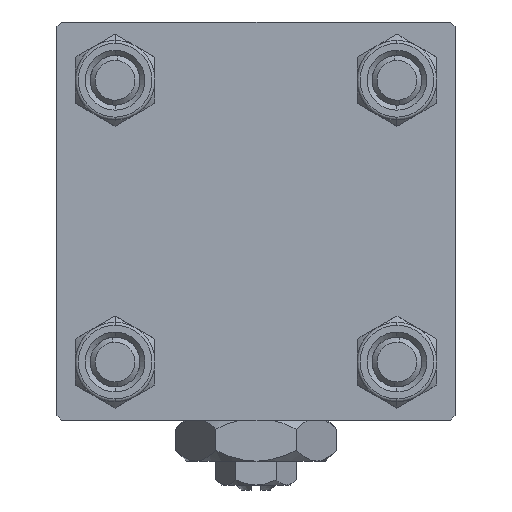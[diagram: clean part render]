
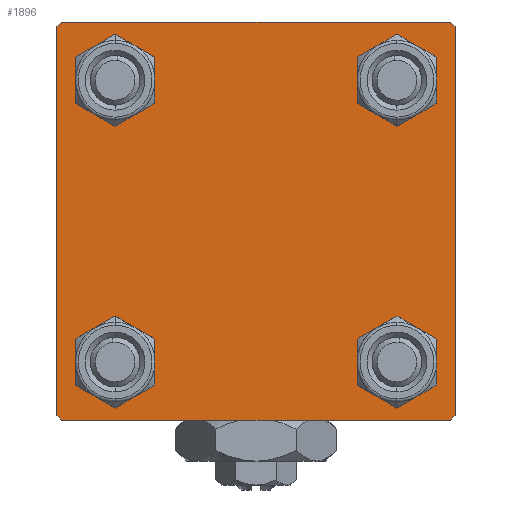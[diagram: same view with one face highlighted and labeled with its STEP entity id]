
A CAD part, left-side view. The second image highlights one B-rep face of the part: STEP entity #1896.
In plain terms, the highlighted planar face has unit normal (-1, 0, 0).
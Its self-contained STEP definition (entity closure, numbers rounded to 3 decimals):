
#109 = CIRCLE ( 'NONE', #6915, 3. ) ;
#499 = DIRECTION ( 'NONE',  ( 1., 0., 0. ) ) ;
#508 = EDGE_CURVE ( 'NONE', #31495, #16079, #31039, .T. ) ;
#632 = EDGE_LOOP ( 'NONE', ( #30611, #40597, #42832, #38166, #50261, #2580, #39542, #44137 ) ) ;
#1896 = ADVANCED_FACE ( 'NONE', ( #21147, #33111, #21410, #42143, #30169 ), #25132, .T. ) ;
#1932 = CARTESIAN_POINT ( 'NONE',  ( 0., 20., 20. ) ) ;
#1944 = CARTESIAN_POINT ( 'NONE',  ( 0., -14.15, 14.15 ) ) ;
#2242 = DIRECTION ( 'NONE',  ( 0., 0., -1. ) ) ;
#2490 = CARTESIAN_POINT ( 'NONE',  ( 0., 19.75, 19.75 ) ) ;
#2580 = ORIENTED_EDGE ( 'NONE', *, *, #7186, .T. ) ;
#2605 = CARTESIAN_POINT ( 'NONE',  ( 0., -14.15, 11.15 ) ) ;
#2685 = ORIENTED_EDGE ( 'NONE', *, *, #26925, .T. ) ;
#3886 = CARTESIAN_POINT ( 'NONE',  ( 0., -14.15, -14.15 ) ) ;
#4493 = EDGE_CURVE ( 'NONE', #50468, #21829, #32547, .T. ) ;
#4572 = CARTESIAN_POINT ( 'NONE',  ( 0., 20., -20. ) ) ;
#4931 = CIRCLE ( 'NONE', #12602, 3. ) ;
#5268 = CARTESIAN_POINT ( 'NONE',  ( 0., 14.15, 14.15 ) ) ;
#5425 = AXIS2_PLACEMENT_3D ( 'NONE', #5268, #499, #16974 ) ;
#5798 = EDGE_CURVE ( 'NONE', #19673, #16766, #26014, .T. ) ;
#5934 = CARTESIAN_POINT ( 'NONE',  ( 0., -20., -19.5 ) ) ;
#6725 = DIRECTION ( 'NONE',  ( 0., 0., 1. ) ) ;
#6882 = DIRECTION ( 'NONE',  ( 0., 0., 1. ) ) ;
#6915 = AXIS2_PLACEMENT_3D ( 'NONE', #3886, #20098, #16382 ) ;
#7081 = EDGE_CURVE ( 'NONE', #32157, #21829, #25696, .T. ) ;
#7186 = EDGE_CURVE ( 'NONE', #32157, #28285, #18520, .T. ) ;
#7252 = CARTESIAN_POINT ( 'NONE',  ( 0., 19.5, 20. ) ) ;
#7469 = DIRECTION ( 'NONE',  ( 1., 0., 0. ) ) ;
#7522 = LINE ( 'NONE', #2490, #42207 ) ;
#8146 = VERTEX_POINT ( 'NONE', #45594 ) ;
#8945 = DIRECTION ( 'NONE',  ( 0., 0., -1. ) ) ;
#10242 = CARTESIAN_POINT ( 'NONE',  ( 0., -14.15, -11.15 ) ) ;
#10438 = CARTESIAN_POINT ( 'NONE',  ( 0., 14.15, -14.15 ) ) ;
#10626 = DIRECTION ( 'NONE',  ( 0., 0., 1. ) ) ;
#10781 = CARTESIAN_POINT ( 'NONE',  ( 0., -14.15, 17.15 ) ) ;
#10923 = CARTESIAN_POINT ( 'NONE',  ( 0., -20., 19.5 ) ) ;
#11386 = CARTESIAN_POINT ( 'NONE',  ( 0., -14.15, -17.15 ) ) ;
#12262 = EDGE_LOOP ( 'NONE', ( #45713, #34634 ) ) ;
#12602 = AXIS2_PLACEMENT_3D ( 'NONE', #1944, #46629, #46894 ) ;
#12772 = CARTESIAN_POINT ( 'NONE',  ( 0., 19.5, -20. ) ) ;
#13425 = DIRECTION ( 'NONE',  ( -1., 0., 0. ) ) ;
#14431 = DIRECTION ( 'NONE',  ( 0., -1., 0. ) ) ;
#14695 = DIRECTION ( 'NONE',  ( 1., 0., 0. ) ) ;
#15846 = VECTOR ( 'NONE', #8945, 1000. ) ;
#15884 = VECTOR ( 'NONE', #49313, 1000. ) ;
#16079 = VERTEX_POINT ( 'NONE', #2605 ) ;
#16382 = DIRECTION ( 'NONE',  ( 0., 0., 1. ) ) ;
#16436 = CARTESIAN_POINT ( 'NONE',  ( 0., 14.15, -17.15 ) ) ;
#16766 = VERTEX_POINT ( 'NONE', #10242 ) ;
#16954 = VECTOR ( 'NONE', #49256, 1000. ) ;
#16974 = DIRECTION ( 'NONE',  ( 0., 0., 1. ) ) ;
#17299 = DIRECTION ( 'NONE',  ( 0., 0., 1. ) ) ;
#18166 = VERTEX_POINT ( 'NONE', #20779 ) ;
#18520 = LINE ( 'NONE', #42457, #34524 ) ;
#18587 = DIRECTION ( 'NONE',  ( 1., 0., 0. ) ) ;
#18986 = AXIS2_PLACEMENT_3D ( 'NONE', #26064, #50272, #10626 ) ;
#19081 = CARTESIAN_POINT ( 'NONE',  ( 0., -19.5, -20. ) ) ;
#19514 = LINE ( 'NONE', #39722, #29286 ) ;
#19673 = VERTEX_POINT ( 'NONE', #11386 ) ;
#20098 = DIRECTION ( 'NONE',  ( 1., 0., 0. ) ) ;
#20772 = CARTESIAN_POINT ( 'NONE',  ( 0., 20., -19.5 ) ) ;
#20779 = CARTESIAN_POINT ( 'NONE',  ( 0., 20., 19.5 ) ) ;
#21147 = FACE_BOUND ( 'NONE', #32071, .T. ) ;
#21303 = CARTESIAN_POINT ( 'NONE',  ( 0., -14.15, -14.15 ) ) ;
#21410 = FACE_BOUND ( 'NONE', #44236, .T. ) ;
#21481 = ORIENTED_EDGE ( 'NONE', *, *, #50663, .T. ) ;
#21789 = CARTESIAN_POINT ( 'NONE',  ( 0., 14.15, 11.15 ) ) ;
#21829 = VERTEX_POINT ( 'NONE', #5934 ) ;
#21937 = DIRECTION ( 'NONE',  ( 0., 0., 1. ) ) ;
#23688 = DIRECTION ( 'NONE',  ( 0., 0., 1. ) ) ;
#24201 = CARTESIAN_POINT ( 'NONE',  ( 0., -19.5, 20. ) ) ;
#24839 = VERTEX_POINT ( 'NONE', #37017 ) ;
#25075 = AXIS2_PLACEMENT_3D ( 'NONE', #43894, #7469, #23688 ) ;
#25132 = PLANE ( 'NONE',  #49744 ) ;
#25218 = VERTEX_POINT ( 'NONE', #16436 ) ;
#25696 = LINE ( 'NONE', #41663, #15846 ) ;
#26014 = CIRCLE ( 'NONE', #29510, 3. ) ;
#26061 = ORIENTED_EDGE ( 'NONE', *, *, #50728, .T. ) ;
#26064 = CARTESIAN_POINT ( 'NONE',  ( 0., 14.15, 14.15 ) ) ;
#26769 = EDGE_CURVE ( 'NONE', #28561, #24839, #35114, .T. ) ;
#26925 = EDGE_CURVE ( 'NONE', #24839, #28561, #50462, .T. ) ;
#27582 = EDGE_CURVE ( 'NONE', #8146, #25218, #51303, .T. ) ;
#28285 = VERTEX_POINT ( 'NONE', #24201 ) ;
#28352 = AXIS2_PLACEMENT_3D ( 'NONE', #52084, #18587, #6882 ) ;
#28561 = VERTEX_POINT ( 'NONE', #21789 ) ;
#29212 = EDGE_CURVE ( 'NONE', #49944, #45499, #19514, .T. ) ;
#29286 = VECTOR ( 'NONE', #39205, 1000. ) ;
#29464 = ORIENTED_EDGE ( 'NONE', *, *, #26769, .T. ) ;
#29510 = AXIS2_PLACEMENT_3D ( 'NONE', #21303, #29807, #17299 ) ;
#29555 = AXIS2_PLACEMENT_3D ( 'NONE', #10438, #14695, #6725 ) ;
#29807 = DIRECTION ( 'NONE',  ( 1., 0., 0. ) ) ;
#30156 = LINE ( 'NONE', #46126, #30359 ) ;
#30169 = FACE_OUTER_BOUND ( 'NONE', #632, .T. ) ;
#30359 = VECTOR ( 'NONE', #2242, 1000. ) ;
#30611 = ORIENTED_EDGE ( 'NONE', *, *, #38772, .T. ) ;
#30936 = VERTEX_POINT ( 'NONE', #7252 ) ;
#30998 = DIRECTION ( 'NONE',  ( 0., 0.707, 0.707 ) ) ;
#31039 = CIRCLE ( 'NONE', #25075, 3. ) ;
#31495 = VERTEX_POINT ( 'NONE', #10781 ) ;
#32071 = EDGE_LOOP ( 'NONE', ( #36451, #26061 ) ) ;
#32157 = VERTEX_POINT ( 'NONE', #10923 ) ;
#32547 = LINE ( 'NONE', #33071, #15884 ) ;
#33071 = CARTESIAN_POINT ( 'NONE',  ( 0., -19.75, -19.75 ) ) ;
#33111 = FACE_BOUND ( 'NONE', #12262, .T. ) ;
#34524 = VECTOR ( 'NONE', #30998, 1000. ) ;
#34634 = ORIENTED_EDGE ( 'NONE', *, *, #5798, .T. ) ;
#34980 = EDGE_LOOP ( 'NONE', ( #2685, #29464 ) ) ;
#35114 = CIRCLE ( 'NONE', #18986, 3. ) ;
#36451 = ORIENTED_EDGE ( 'NONE', *, *, #508, .T. ) ;
#37017 = CARTESIAN_POINT ( 'NONE',  ( 0., 14.15, 17.15 ) ) ;
#37178 = EDGE_CURVE ( 'NONE', #30936, #18166, #7522, .T. ) ;
#37532 = LINE ( 'NONE', #4572, #16954 ) ;
#37625 = CARTESIAN_POINT ( 'NONE',  ( 0., 0., 0. ) ) ;
#38166 = ORIENTED_EDGE ( 'NONE', *, *, #4493, .T. ) ;
#38772 = EDGE_CURVE ( 'NONE', #18166, #49944, #30156, .T. ) ;
#39205 = DIRECTION ( 'NONE',  ( 0., -0.707, -0.707 ) ) ;
#39542 = ORIENTED_EDGE ( 'NONE', *, *, #49025, .F. ) ;
#39722 = CARTESIAN_POINT ( 'NONE',  ( 0., 19.75, -19.75 ) ) ;
#40597 = ORIENTED_EDGE ( 'NONE', *, *, #29212, .T. ) ;
#41663 = CARTESIAN_POINT ( 'NONE',  ( 0., -20., 20. ) ) ;
#42143 = FACE_BOUND ( 'NONE', #34980, .T. ) ;
#42207 = VECTOR ( 'NONE', #51688, 1000. ) ;
#42457 = CARTESIAN_POINT ( 'NONE',  ( 0., -19.75, 19.75 ) ) ;
#42832 = ORIENTED_EDGE ( 'NONE', *, *, #43686, .T. ) ;
#43498 = ORIENTED_EDGE ( 'NONE', *, *, #27582, .T. ) ;
#43686 = EDGE_CURVE ( 'NONE', #45499, #50468, #37532, .T. ) ;
#43894 = CARTESIAN_POINT ( 'NONE',  ( 0., -14.15, 14.15 ) ) ;
#44000 = CIRCLE ( 'NONE', #29555, 3. ) ;
#44137 = ORIENTED_EDGE ( 'NONE', *, *, #37178, .T. ) ;
#44236 = EDGE_LOOP ( 'NONE', ( #43498, #21481 ) ) ;
#45499 = VERTEX_POINT ( 'NONE', #12772 ) ;
#45594 = CARTESIAN_POINT ( 'NONE',  ( 0., 14.15, -11.15 ) ) ;
#45713 = ORIENTED_EDGE ( 'NONE', *, *, #46839, .T. ) ;
#46126 = CARTESIAN_POINT ( 'NONE',  ( 0., 20., 20. ) ) ;
#46629 = DIRECTION ( 'NONE',  ( 1., 0., 0. ) ) ;
#46839 = EDGE_CURVE ( 'NONE', #16766, #19673, #109, .T. ) ;
#46894 = DIRECTION ( 'NONE',  ( 0., 0., 1. ) ) ;
#49025 = EDGE_CURVE ( 'NONE', #30936, #28285, #50328, .T. ) ;
#49256 = DIRECTION ( 'NONE',  ( 0., -1., 0. ) ) ;
#49305 = VECTOR ( 'NONE', #14431, 1000. ) ;
#49313 = DIRECTION ( 'NONE',  ( 0., -0.707, 0.707 ) ) ;
#49744 = AXIS2_PLACEMENT_3D ( 'NONE', #37625, #13425, #21937 ) ;
#49944 = VERTEX_POINT ( 'NONE', #20772 ) ;
#50261 = ORIENTED_EDGE ( 'NONE', *, *, #7081, .F. ) ;
#50272 = DIRECTION ( 'NONE',  ( 1., 0., 0. ) ) ;
#50328 = LINE ( 'NONE', #1932, #49305 ) ;
#50462 = CIRCLE ( 'NONE', #5425, 3. ) ;
#50468 = VERTEX_POINT ( 'NONE', #19081 ) ;
#50663 = EDGE_CURVE ( 'NONE', #25218, #8146, #44000, .T. ) ;
#50728 = EDGE_CURVE ( 'NONE', #16079, #31495, #4931, .T. ) ;
#51303 = CIRCLE ( 'NONE', #28352, 3. ) ;
#51688 = DIRECTION ( 'NONE',  ( 0., 0.707, -0.707 ) ) ;
#52084 = CARTESIAN_POINT ( 'NONE',  ( 0., 14.15, -14.15 ) ) ;
